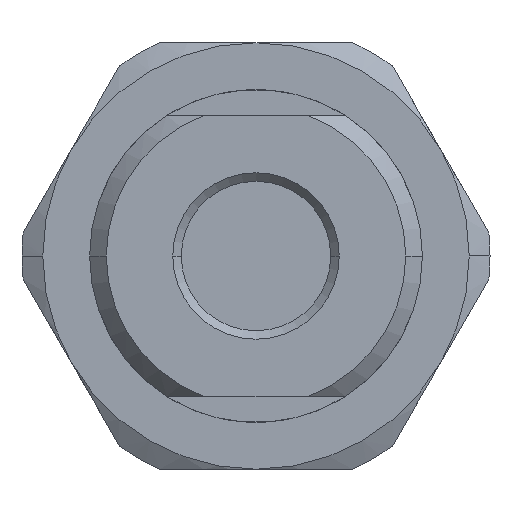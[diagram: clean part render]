
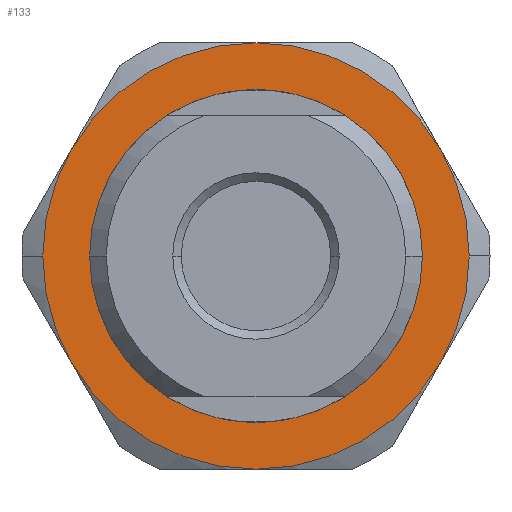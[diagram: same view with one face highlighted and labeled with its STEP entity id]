
A CAD part, front view. The second image highlights one B-rep face of the part: STEP entity #133.
In plain terms, the highlighted planar face has unit normal (0, -1, 0).
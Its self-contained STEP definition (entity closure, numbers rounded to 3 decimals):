
#133=ADVANCED_FACE('',(#310,#311),#312,.T.);
#310=FACE_OUTER_BOUND('',#568,.T.);
#311=FACE_BOUND('',#569,.T.);
#312=PLANE('',#570);
#568=EDGE_LOOP('',(#1088,#1089,#1090,#1091,#1092,#1093,#1094,#1095));
#569=EDGE_LOOP('',(#1096,#1097));
#570=AXIS2_PLACEMENT_3D('',#1098,#1099,#1100);
#1088=ORIENTED_EDGE('',*,*,#1793,.F.);
#1089=ORIENTED_EDGE('',*,*,#1794,.F.);
#1090=ORIENTED_EDGE('',*,*,#1795,.F.);
#1091=ORIENTED_EDGE('',*,*,#1796,.F.);
#1092=ORIENTED_EDGE('',*,*,#1698,.F.);
#1093=ORIENTED_EDGE('',*,*,#1797,.F.);
#1094=ORIENTED_EDGE('',*,*,#1798,.F.);
#1095=ORIENTED_EDGE('',*,*,#1692,.F.);
#1096=ORIENTED_EDGE('',*,*,#1682,.F.);
#1097=ORIENTED_EDGE('',*,*,#1799,.F.);
#1098=CARTESIAN_POINT('',(10.25,9.0,0.0));
#1099=DIRECTION('',(0.,-1.0,0.));
#1100=DIRECTION('',(-1.0,0.,0.0));
#1682=EDGE_CURVE('',#1974,#1967,#1976,.T.);
#1692=EDGE_CURVE('',#1993,#1996,#1997,.T.);
#1698=EDGE_CURVE('',#2006,#2002,#2008,.T.);
#1793=EDGE_CURVE('',#2154,#1993,#2155,.T.);
#1794=EDGE_CURVE('',#2156,#2154,#2157,.T.);
#1795=EDGE_CURVE('',#2158,#2156,#2159,.T.);
#1796=EDGE_CURVE('',#2002,#2158,#2160,.T.);
#1797=EDGE_CURVE('',#2161,#2006,#2162,.T.);
#1798=EDGE_CURVE('',#1996,#2161,#2163,.T.);
#1799=EDGE_CURVE('',#1967,#1974,#2164,.T.);
#1967=VERTEX_POINT('',#2435);
#1974=VERTEX_POINT('',#2445);
#1976=CIRCLE('',#2448,16.0);
#1993=VERTEX_POINT('',#2489);
#1996=VERTEX_POINT('',#2493);
#1997=CIRCLE('',#2494,20.5);
#2002=VERTEX_POINT('',#2510);
#2006=VERTEX_POINT('',#2515);
#2008=CIRCLE('',#2528,20.5);
#2154=VERTEX_POINT('',#2966);
#2155=CIRCLE('',#2967,20.5);
#2156=VERTEX_POINT('',#2968);
#2157=CIRCLE('',#2969,20.5);
#2158=VERTEX_POINT('',#2970);
#2159=CIRCLE('',#2971,20.5);
#2160=CIRCLE('',#2972,20.5);
#2161=VERTEX_POINT('',#2973);
#2162=CIRCLE('',#2974,20.5);
#2163=CIRCLE('',#2975,20.5);
#2164=CIRCLE('',#2976,16.0);
#2435=CARTESIAN_POINT('',(16.0,9.0,0.));
#2445=CARTESIAN_POINT('',(-16.0,9.0,0.));
#2448=AXIS2_PLACEMENT_3D('',#3780,#3781,#3782);
#2489=CARTESIAN_POINT('',(20.5,9.0,0.));
#2493=CARTESIAN_POINT('',(17.754,9.0,-10.25));
#2494=AXIS2_PLACEMENT_3D('',#3798,#3799,#3800);
#2510=CARTESIAN_POINT('',(-20.5,9.0,0.));
#2515=CARTESIAN_POINT('',(-17.754,9.0,-10.25));
#2528=AXIS2_PLACEMENT_3D('',#3808,#3809,#3810);
#2966=CARTESIAN_POINT('',(17.754,9.0,10.25));
#2967=AXIS2_PLACEMENT_3D('',#3965,#3966,#3967);
#2968=CARTESIAN_POINT('',(0.,9.0,20.5));
#2969=AXIS2_PLACEMENT_3D('',#3968,#3969,#3970);
#2970=CARTESIAN_POINT('',(-17.754,9.0,10.25));
#2971=AXIS2_PLACEMENT_3D('',#3971,#3972,#3973);
#2972=AXIS2_PLACEMENT_3D('',#3974,#3975,#3976);
#2973=CARTESIAN_POINT('',(0.,9.0,-20.5));
#2974=AXIS2_PLACEMENT_3D('',#3977,#3978,#3979);
#2975=AXIS2_PLACEMENT_3D('',#3980,#3981,#3982);
#2976=AXIS2_PLACEMENT_3D('',#3983,#3984,#3985);
#3780=CARTESIAN_POINT('',(0.,9.0,0.));
#3781=DIRECTION('',(0.,-1.0,0.));
#3782=DIRECTION('',(1.0,0.,0.));
#3798=CARTESIAN_POINT('',(0.,9.0,0.));
#3799=DIRECTION('',(0.,1.0,0.));
#3800=DIRECTION('',(1.0,0.,0.0));
#3808=CARTESIAN_POINT('',(0.,9.0,0.));
#3809=DIRECTION('',(0.,1.0,0.));
#3810=DIRECTION('',(1.0,0.,0.0));
#3965=CARTESIAN_POINT('',(0.,9.0,0.));
#3966=DIRECTION('',(0.,1.0,0.));
#3967=DIRECTION('',(1.0,0.,0.0));
#3968=CARTESIAN_POINT('',(0.,9.0,0.));
#3969=DIRECTION('',(0.,1.0,0.));
#3970=DIRECTION('',(1.0,0.,0.0));
#3971=CARTESIAN_POINT('',(0.,9.0,0.));
#3972=DIRECTION('',(0.,1.0,0.));
#3973=DIRECTION('',(1.0,0.,0.0));
#3974=CARTESIAN_POINT('',(0.,9.0,0.));
#3975=DIRECTION('',(0.,1.0,0.));
#3976=DIRECTION('',(1.0,0.,0.0));
#3977=CARTESIAN_POINT('',(0.,9.0,0.));
#3978=DIRECTION('',(0.,1.0,0.));
#3979=DIRECTION('',(1.0,0.,0.0));
#3980=CARTESIAN_POINT('',(0.,9.0,0.));
#3981=DIRECTION('',(0.,1.0,0.));
#3982=DIRECTION('',(1.0,0.,0.0));
#3983=CARTESIAN_POINT('',(0.,9.0,0.));
#3984=DIRECTION('',(0.,-1.0,0.));
#3985=DIRECTION('',(1.0,0.,0.));
